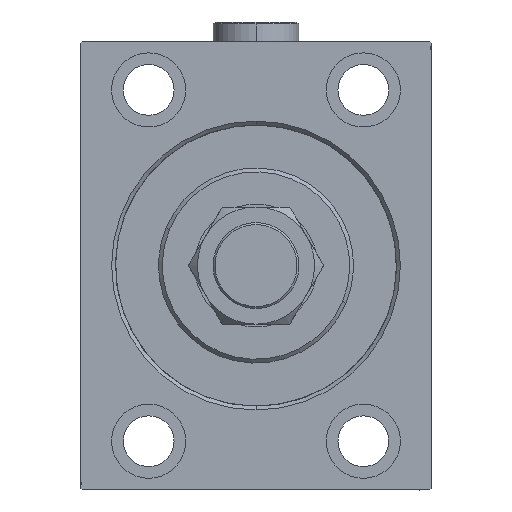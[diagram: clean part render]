
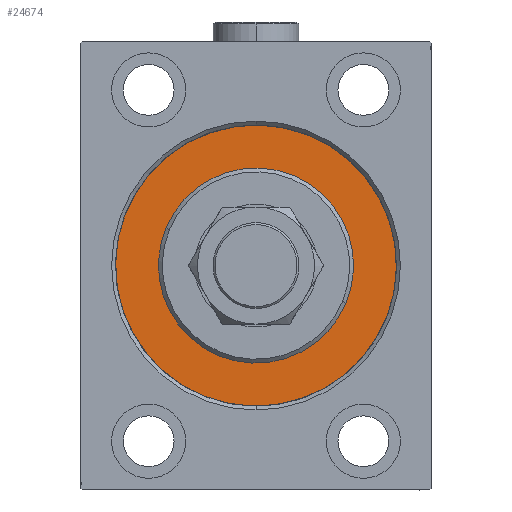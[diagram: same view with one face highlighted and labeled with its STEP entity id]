
A CAD part, left-side view. The second image highlights one B-rep face of the part: STEP entity #24674.
In plain terms, the highlighted face is planar.
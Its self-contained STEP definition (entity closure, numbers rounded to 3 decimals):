
#350 = CARTESIAN_POINT ( 'NONE',  ( 0., 0., 25. ) ) ;
#607 = ORIENTED_EDGE ( 'NONE', *, *, #4668, .F. ) ;
#855 = CARTESIAN_POINT ( 'NONE',  ( 0., 0., 36. ) ) ;
#2824 = AXIS2_PLACEMENT_3D ( 'NONE', #29548, #33348, #8378 ) ;
#4103 = CIRCLE ( 'NONE', #7125, 36. ) ;
#4668 = EDGE_CURVE ( 'NONE', #35323, #38297, #21931, .T. ) ;
#4908 = ORIENTED_EDGE ( 'NONE', *, *, #26901, .F. ) ;
#6440 = DIRECTION ( 'NONE',  ( 0., 0., 1. ) ) ;
#6620 = CIRCLE ( 'NONE', #34723, 25. ) ;
#7123 = DIRECTION ( 'NONE',  ( 0., 0., -1. ) ) ;
#7125 = AXIS2_PLACEMENT_3D ( 'NONE', #10960, #25482, #44239 ) ;
#7930 = DIRECTION ( 'NONE',  ( -1., 0., 0. ) ) ;
#8179 = PLANE ( 'NONE',  #40074 ) ;
#8378 = DIRECTION ( 'NONE',  ( 0., 0., -1. ) ) ;
#10713 = CARTESIAN_POINT ( 'NONE',  ( 0., 0., -36. ) ) ;
#10960 = CARTESIAN_POINT ( 'NONE',  ( 0., 0., 0. ) ) ;
#15085 = FACE_BOUND ( 'NONE', #35471, .T. ) ;
#15372 = VERTEX_POINT ( 'NONE', #350 ) ;
#20690 = CARTESIAN_POINT ( 'NONE',  ( 0., 0., 0. ) ) ;
#21931 = CIRCLE ( 'NONE', #29506, 36. ) ;
#22920 = CARTESIAN_POINT ( 'NONE',  ( 0., 0., 0. ) ) ;
#24674 = ADVANCED_FACE ( 'NONE', ( #15085, #25790 ), #8179, .F. ) ;
#25482 = DIRECTION ( 'NONE',  ( -1., 0., 0. ) ) ;
#25790 = FACE_OUTER_BOUND ( 'NONE', #27740, .T. ) ;
#26901 = EDGE_CURVE ( 'NONE', #15372, #35427, #36198, .T. ) ;
#27740 = EDGE_LOOP ( 'NONE', ( #607, #28230 ) ) ;
#28230 = ORIENTED_EDGE ( 'NONE', *, *, #37011, .F. ) ;
#29506 = AXIS2_PLACEMENT_3D ( 'NONE', #39010, #38309, #6440 ) ;
#29548 = CARTESIAN_POINT ( 'NONE',  ( 0., 0., 0. ) ) ;
#33348 = DIRECTION ( 'NONE',  ( 1., 0., 0. ) ) ;
#34723 = AXIS2_PLACEMENT_3D ( 'NONE', #20690, #42323, #7123 ) ;
#35323 = VERTEX_POINT ( 'NONE', #10713 ) ;
#35427 = VERTEX_POINT ( 'NONE', #42482 ) ;
#35471 = EDGE_LOOP ( 'NONE', ( #4908, #45276 ) ) ;
#36198 = CIRCLE ( 'NONE', #2824, 25. ) ;
#36943 = DIRECTION ( 'NONE',  ( 0., 0., 1. ) ) ;
#37011 = EDGE_CURVE ( 'NONE', #38297, #35323, #4103, .T. ) ;
#38297 = VERTEX_POINT ( 'NONE', #855 ) ;
#38309 = DIRECTION ( 'NONE',  ( -1., 0., 0. ) ) ;
#39010 = CARTESIAN_POINT ( 'NONE',  ( 0., 0., 0. ) ) ;
#40074 = AXIS2_PLACEMENT_3D ( 'NONE', #22920, #7930, #36943 ) ;
#42323 = DIRECTION ( 'NONE',  ( 1., 0., 0. ) ) ;
#42482 = CARTESIAN_POINT ( 'NONE',  ( 0., 0., -25. ) ) ;
#44239 = DIRECTION ( 'NONE',  ( 0., 0., 1. ) ) ;
#44904 = EDGE_CURVE ( 'NONE', #35427, #15372, #6620, .T. ) ;
#45276 = ORIENTED_EDGE ( 'NONE', *, *, #44904, .F. ) ;
